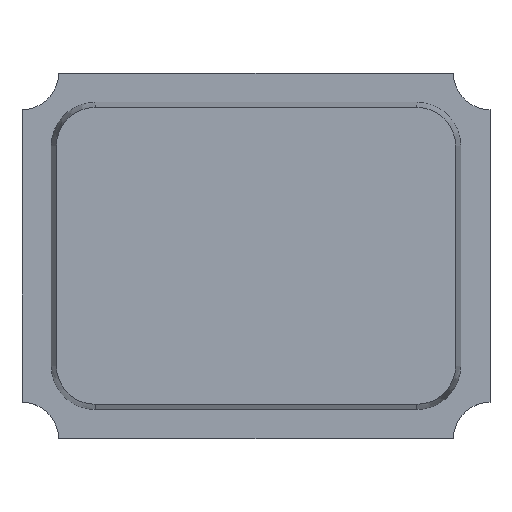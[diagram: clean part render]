
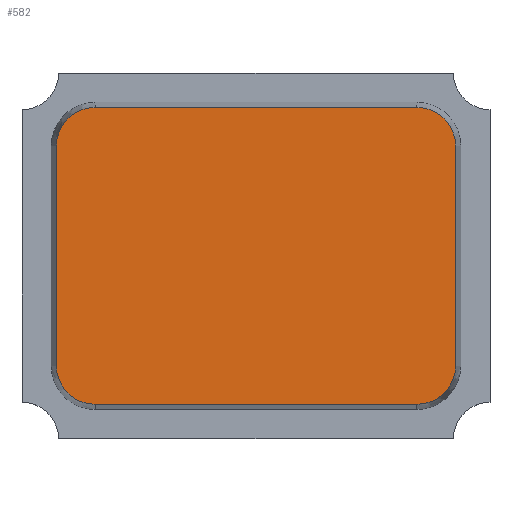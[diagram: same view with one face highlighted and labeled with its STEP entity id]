
A CAD part, top view. The second image highlights one B-rep face of the part: STEP entity #582.
In plain terms, the highlighted planar face has unit normal (0, 0, 1).
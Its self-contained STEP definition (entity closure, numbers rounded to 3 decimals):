
#23 = DIRECTION ( 'NONE',  ( 0., 0., -1. ) ) ;
#42 = VERTEX_POINT ( 'NONE', #519 ) ;
#50 = EDGE_CURVE ( 'NONE', #280, #1086, #1470, .T. ) ;
#82 = DIRECTION ( 'NONE',  ( 0., 1., 0. ) ) ;
#88 = VECTOR ( 'NONE', #555, 1000. ) ;
#115 = DIRECTION ( 'NONE',  ( -1., 0., 0. ) ) ;
#143 = CARTESIAN_POINT ( 'NONE',  ( -1.1, -1.015, 0.71 ) ) ;
#144 = CARTESIAN_POINT ( 'NONE',  ( -1.365, -0.75, 0.71 ) ) ;
#145 = CARTESIAN_POINT ( 'NONE',  ( 1.365, -0.75, 0.71 ) ) ;
#156 = CIRCLE ( 'NONE', #258, 0.265 ) ;
#165 = CARTESIAN_POINT ( 'NONE',  ( -1.1, 0.75, 0.71 ) ) ;
#170 = DIRECTION ( 'NONE',  ( 0., 0., -1. ) ) ;
#208 = ORIENTED_EDGE ( 'NONE', *, *, #1031, .F. ) ;
#223 = EDGE_CURVE ( 'NONE', #1075, #280, #156, .T. ) ;
#258 = AXIS2_PLACEMENT_3D ( 'NONE', #350, #715, #834 ) ;
#269 = DIRECTION ( 'NONE',  ( -1., 0., 0. ) ) ;
#280 = VERTEX_POINT ( 'NONE', #976 ) ;
#296 = PLANE ( 'NONE',  #880 ) ;
#300 = CARTESIAN_POINT ( 'NONE',  ( 1.1, -1.015, 0.71 ) ) ;
#315 = ORIENTED_EDGE ( 'NONE', *, *, #1401, .F. ) ;
#326 = ORIENTED_EDGE ( 'NONE', *, *, #1334, .F. ) ;
#344 = ORIENTED_EDGE ( 'NONE', *, *, #1198, .F. ) ;
#345 = EDGE_CURVE ( 'NONE', #1086, #556, #714, .T. ) ;
#350 = CARTESIAN_POINT ( 'NONE',  ( 1.1, 0.75, 0.71 ) ) ;
#378 = VERTEX_POINT ( 'NONE', #144 ) ;
#387 = CARTESIAN_POINT ( 'NONE',  ( 1.1, -0.75, 0.71 ) ) ;
#393 = VERTEX_POINT ( 'NONE', #1354 ) ;
#409 = CARTESIAN_POINT ( 'NONE',  ( 0., 0., 0.71 ) ) ;
#458 = LINE ( 'NONE', #807, #1419 ) ;
#500 = DIRECTION ( 'NONE',  ( 0., 0., -1. ) ) ;
#519 = CARTESIAN_POINT ( 'NONE',  ( -1.1, 1.015, 0.71 ) ) ;
#529 = CIRCLE ( 'NONE', #909, 0.265 ) ;
#555 = DIRECTION ( 'NONE',  ( 1., 0., 0. ) ) ;
#556 = VERTEX_POINT ( 'NONE', #300 ) ;
#582 = ADVANCED_FACE ( 'NONE', ( #1037 ), #296, .F. ) ;
#585 = DIRECTION ( 'NONE',  ( 0., 0., -1. ) ) ;
#661 = CIRCLE ( 'NONE', #986, 0.265 ) ;
#672 = EDGE_CURVE ( 'NONE', #42, #1075, #684, .T. ) ;
#684 = LINE ( 'NONE', #916, #88 ) ;
#714 = CIRCLE ( 'NONE', #1443, 0.265 ) ;
#715 = DIRECTION ( 'NONE',  ( 0., 0., -1. ) ) ;
#791 = CARTESIAN_POINT ( 'NONE',  ( 1.1, 1.015, 0.71 ) ) ;
#797 = ORIENTED_EDGE ( 'NONE', *, *, #223, .F. ) ;
#802 = VERTEX_POINT ( 'NONE', #828 ) ;
#807 = CARTESIAN_POINT ( 'NONE',  ( -1.365, -0.75, 0.71 ) ) ;
#828 = CARTESIAN_POINT ( 'NONE',  ( -1.1, -1.015, 0.71 ) ) ;
#834 = DIRECTION ( 'NONE',  ( -1., 0., 0. ) ) ;
#880 = AXIS2_PLACEMENT_3D ( 'NONE', #409, #170, #1357 ) ;
#882 = DIRECTION ( 'NONE',  ( -1., 0., 0. ) ) ;
#909 = AXIS2_PLACEMENT_3D ( 'NONE', #1218, #585, #115 ) ;
#916 = CARTESIAN_POINT ( 'NONE',  ( -1.1, 1.015, 0.71 ) ) ;
#930 = CARTESIAN_POINT ( 'NONE',  ( 1.365, -0.75, 0.71 ) ) ;
#959 = ORIENTED_EDGE ( 'NONE', *, *, #672, .F. ) ;
#976 = CARTESIAN_POINT ( 'NONE',  ( 1.365, 0.75, 0.71 ) ) ;
#986 = AXIS2_PLACEMENT_3D ( 'NONE', #165, #500, #882 ) ;
#1031 = EDGE_CURVE ( 'NONE', #378, #393, #458, .T. ) ;
#1037 = FACE_OUTER_BOUND ( 'NONE', #1351, .T. ) ;
#1075 = VERTEX_POINT ( 'NONE', #791 ) ;
#1086 = VERTEX_POINT ( 'NONE', #930 ) ;
#1099 = ORIENTED_EDGE ( 'NONE', *, *, #345, .F. ) ;
#1120 = DIRECTION ( 'NONE',  ( -1., 0., 0. ) ) ;
#1198 = EDGE_CURVE ( 'NONE', #802, #378, #529, .T. ) ;
#1218 = CARTESIAN_POINT ( 'NONE',  ( -1.1, -0.75, 0.71 ) ) ;
#1231 = LINE ( 'NONE', #143, #1416 ) ;
#1235 = VECTOR ( 'NONE', #1345, 1000. ) ;
#1334 = EDGE_CURVE ( 'NONE', #556, #802, #1231, .T. ) ;
#1345 = DIRECTION ( 'NONE',  ( 0., -1., 0. ) ) ;
#1346 = ORIENTED_EDGE ( 'NONE', *, *, #50, .F. ) ;
#1351 = EDGE_LOOP ( 'NONE', ( #326, #1099, #1346, #797, #959, #315, #208, #344 ) ) ;
#1354 = CARTESIAN_POINT ( 'NONE',  ( -1.365, 0.75, 0.71 ) ) ;
#1357 = DIRECTION ( 'NONE',  ( -1., 0., 0. ) ) ;
#1401 = EDGE_CURVE ( 'NONE', #393, #42, #661, .T. ) ;
#1416 = VECTOR ( 'NONE', #1120, 1000. ) ;
#1419 = VECTOR ( 'NONE', #82, 1000. ) ;
#1443 = AXIS2_PLACEMENT_3D ( 'NONE', #387, #23, #269 ) ;
#1470 = LINE ( 'NONE', #145, #1235 ) ;
